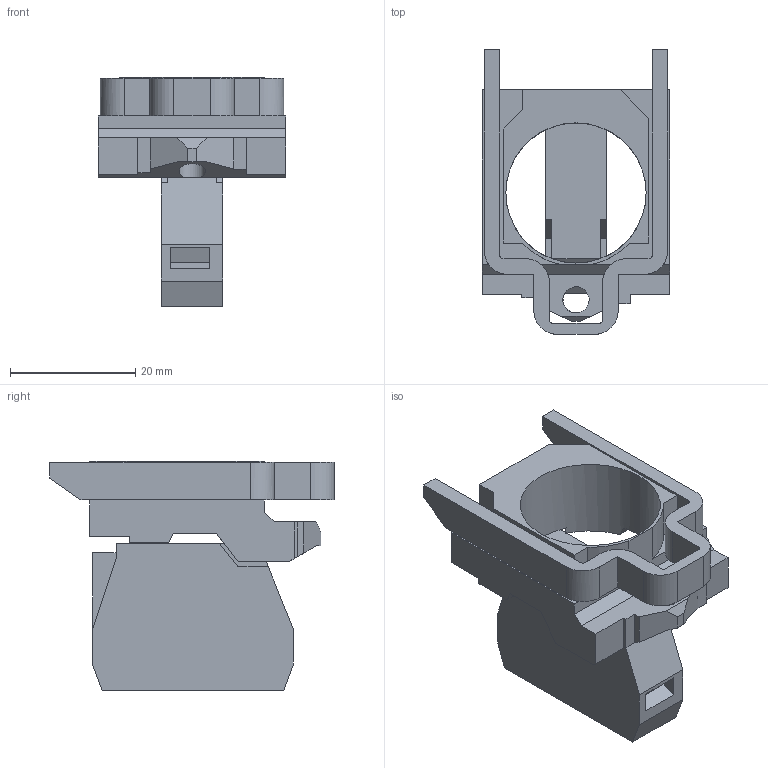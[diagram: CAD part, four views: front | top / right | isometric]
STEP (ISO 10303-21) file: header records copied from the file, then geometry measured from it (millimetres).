
FILE_DESCRIPTION(('FreeCAD Model'),'2;1');
FILE_NAME('XB4_Button_BackPart.step','2020-06-22T21:08:54',('Author'),(''), 'Open CASCADE STEP processor 7.4','FreeCAD','Unknown');
FILE_SCHEMA(('AUTOMOTIVE_DESIGN { 1 0 10303 214 1 1 1 1 }'));
Length unit declared in the file: millimetre
Products named in the file (1): XB4_Button_BackPart
Bounding box: 29.9 x 45.48 x 36.7 mm (x, y, z)
Volume: 12981.4 mm3; surface area: 7930.3 mm2
Topology: 2 solids, 2 shells, 118 faces, 346 edges, 232 vertices
Faces by surface type: plane 102, cylinder 16
Full cylindrical faces by diameter (mm): 4.201 x1, 6 x1, 6.001 x1, 22.4 x1
Entity records: 3939 total; most frequent: CARTESIAN_POINT 701, ORIENTED_EDGE 692, DIRECTION 640, EDGE_CURVE 346, LINE 282, VECTOR 282, VERTEX_POINT 232, AXIS2_PLACEMENT_3D 179
